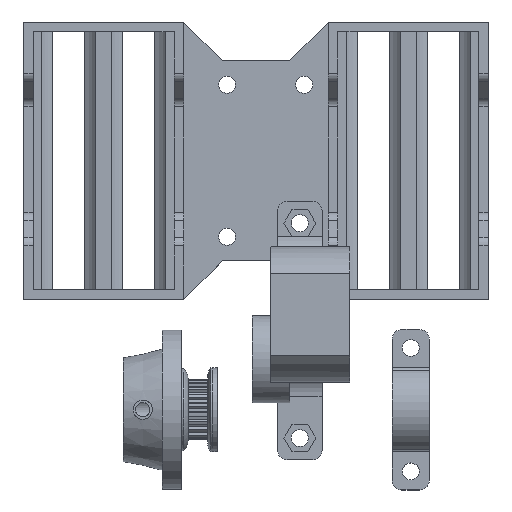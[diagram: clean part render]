
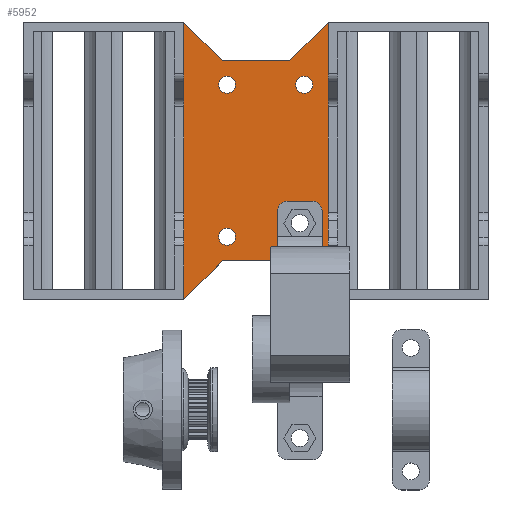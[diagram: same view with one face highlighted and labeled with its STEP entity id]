
A CAD part, top view. The second image highlights one B-rep face of the part: STEP entity #5952.
In plain terms, the highlighted planar face has unit normal (0, 0, 1).
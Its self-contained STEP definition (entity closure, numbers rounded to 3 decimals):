
#98=FACE_BOUND('',#902,.T.);
#99=FACE_BOUND('',#903,.T.);
#100=FACE_BOUND('',#904,.T.);
#101=FACE_BOUND('',#905,.T.);
#128=CIRCLE('',#6227,1.75);
#130=CIRCLE('',#6231,1.75);
#147=CIRCLE('',#6283,1.75);
#148=CIRCLE('',#6285,1.75);
#149=CIRCLE('',#6287,1.75);
#571=FACE_OUTER_BOUND('',#901,.T.);
#901=EDGE_LOOP('',(#4510,#4511,#4512,#4513,#4514,#4515,#4516,#4517));
#902=EDGE_LOOP('',(#4518,#4519,#4520,#4521));
#903=EDGE_LOOP('',(#4522));
#904=EDGE_LOOP('',(#4523));
#905=EDGE_LOOP('',(#4524));
#1140=LINE('',#8580,#1782);
#1145=LINE('',#8594,#1787);
#1156=LINE('',#8628,#1798);
#1160=LINE('',#8636,#1802);
#1168=LINE('',#8661,#1810);
#1173=LINE('',#8669,#1815);
#1174=LINE('',#8672,#1816);
#1182=LINE('',#8696,#1824);
#1186=LINE('',#8704,#1828);
#1191=LINE('',#8712,#1833);
#1782=VECTOR('',#6801,10.);
#1787=VECTOR('',#6814,10.);
#1798=VECTOR('',#6849,10.);
#1802=VECTOR('',#6855,10.);
#1810=VECTOR('',#6873,10.);
#1815=VECTOR('',#6880,10.);
#1816=VECTOR('',#6883,10.);
#1824=VECTOR('',#6901,10.);
#1828=VECTOR('',#6907,10.);
#1833=VECTOR('',#6914,10.);
#2424=VERTEX_POINT('',#8578);
#2425=VERTEX_POINT('',#8579);
#2428=VERTEX_POINT('',#8587);
#2430=VERTEX_POINT('',#8593);
#2440=VERTEX_POINT('',#8626);
#2441=VERTEX_POINT('',#8627);
#2444=VERTEX_POINT('',#8635);
#2455=VERTEX_POINT('',#8659);
#2456=VERTEX_POINT('',#8660);
#2459=VERTEX_POINT('',#8671);
#2470=VERTEX_POINT('',#8695);
#2473=VERTEX_POINT('',#8703);
#2515=VERTEX_POINT('',#8832);
#2516=VERTEX_POINT('',#8836);
#2517=VERTEX_POINT('',#8840);
#3004=EDGE_CURVE('',#2424,#2425,#1140,.T.);
#3008=EDGE_CURVE('',#2428,#2424,#128,.T.);
#3011=EDGE_CURVE('',#2430,#2428,#1145,.T.);
#3014=EDGE_CURVE('',#2425,#2430,#130,.T.);
#3028=EDGE_CURVE('',#2440,#2441,#1156,.T.);
#3032=EDGE_CURVE('',#2441,#2444,#1160,.T.);
#3044=EDGE_CURVE('',#2455,#2456,#1168,.T.);
#3049=EDGE_CURVE('',#2440,#2456,#1173,.T.);
#3050=EDGE_CURVE('',#2455,#2459,#1174,.T.);
#3062=EDGE_CURVE('',#2470,#2459,#1182,.T.);
#3066=EDGE_CURVE('',#2444,#2473,#1186,.T.);
#3071=EDGE_CURVE('',#2470,#2473,#1191,.T.);
#3129=EDGE_CURVE('',#2515,#2515,#147,.F.);
#3131=EDGE_CURVE('',#2516,#2516,#148,.F.);
#3133=EDGE_CURVE('',#2517,#2517,#149,.F.);
#4510=ORIENTED_EDGE('',*,*,#3049,.T.);
#4511=ORIENTED_EDGE('',*,*,#3044,.F.);
#4512=ORIENTED_EDGE('',*,*,#3050,.T.);
#4513=ORIENTED_EDGE('',*,*,#3062,.F.);
#4514=ORIENTED_EDGE('',*,*,#3071,.T.);
#4515=ORIENTED_EDGE('',*,*,#3066,.F.);
#4516=ORIENTED_EDGE('',*,*,#3032,.F.);
#4517=ORIENTED_EDGE('',*,*,#3028,.F.);
#4518=ORIENTED_EDGE('',*,*,#3004,.T.);
#4519=ORIENTED_EDGE('',*,*,#3014,.T.);
#4520=ORIENTED_EDGE('',*,*,#3011,.T.);
#4521=ORIENTED_EDGE('',*,*,#3008,.T.);
#4522=ORIENTED_EDGE('',*,*,#3129,.T.);
#4523=ORIENTED_EDGE('',*,*,#3131,.T.);
#4524=ORIENTED_EDGE('',*,*,#3133,.T.);
#5722=PLANE('',#6396);
#5952=ADVANCED_FACE('',(#571,#98,#99,#100,#101),#5722,.F.);
#6227=AXIS2_PLACEMENT_3D('',#8588,#6807,#6808);
#6231=AXIS2_PLACEMENT_3D('',#8599,#6819,#6820);
#6283=AXIS2_PLACEMENT_3D('',#8833,#7021,#7022);
#6285=AXIS2_PLACEMENT_3D('',#8837,#7026,#7027);
#6287=AXIS2_PLACEMENT_3D('',#8841,#7031,#7032);
#6396=AXIS2_PLACEMENT_3D('',#9223,#7402,#7403);
#6801=DIRECTION('',(0.,1.,0.));
#6807=DIRECTION('center_axis',(0.,0.,-1.));
#6808=DIRECTION('ref_axis',(1.,0.,0.));
#6814=DIRECTION('',(0.,-1.,0.));
#6819=DIRECTION('center_axis',(0.,0.,-1.));
#6820=DIRECTION('ref_axis',(-1.,0.,0.));
#6849=DIRECTION('',(-0.707,-0.707,0.));
#6855=DIRECTION('',(0.,1.,0.));
#6873=DIRECTION('',(-0.707,0.707,0.));
#6880=DIRECTION('',(1.,0.,0.));
#6883=DIRECTION('',(0.,1.,0.));
#6901=DIRECTION('',(0.707,0.707,0.));
#6907=DIRECTION('',(0.707,-0.707,0.));
#6914=DIRECTION('',(-1.,0.,0.));
#7021=DIRECTION('center_axis',(0.,0.,1.));
#7022=DIRECTION('ref_axis',(-1.,0.,0.));
#7026=DIRECTION('center_axis',(0.,0.,1.));
#7027=DIRECTION('ref_axis',(-1.,0.,0.));
#7031=DIRECTION('center_axis',(0.,0.,1.));
#7032=DIRECTION('ref_axis',(-1.,0.,0.));
#7402=DIRECTION('center_axis',(0.,0.,-1.));
#7403=DIRECTION('ref_axis',(-1.,0.,0.));
#8578=CARTESIAN_POINT('',(7.35,-13.752,0.));
#8579=CARTESIAN_POINT('',(7.35,-12.152,0.));
#8580=CARTESIAN_POINT('',(7.35,-6.264,0.));
#8587=CARTESIAN_POINT('',(10.85,-13.752,0.));
#8588=CARTESIAN_POINT('Origin',(9.1,-13.752,0.));
#8593=CARTESIAN_POINT('',(10.85,-12.152,0.));
#8594=CARTESIAN_POINT('',(10.85,-6.664,0.));
#8599=CARTESIAN_POINT('Origin',(9.1,-12.152,0.));
#8626=CARTESIAN_POINT('',(-7.,-20.775,0.));
#8627=CARTESIAN_POINT('',(-15.,-28.775,0.));
#8628=CARTESIAN_POINT('',(-2.15,-15.925,0.));
#8635=CARTESIAN_POINT('',(-15.,28.775,0.));
#8636=CARTESIAN_POINT('',(-15.,-14.938,0.));
#8659=CARTESIAN_POINT('',(15.,-28.775,0.));
#8660=CARTESIAN_POINT('',(7.,-20.775,0.));
#8661=CARTESIAN_POINT('',(2.15,-15.925,0.));
#8669=CARTESIAN_POINT('',(-7.5,-20.775,0.));
#8671=CARTESIAN_POINT('',(15.,28.775,0.));
#8672=CARTESIAN_POINT('',(15.,-14.938,0.));
#8695=CARTESIAN_POINT('',(7.,20.775,0.));
#8696=CARTESIAN_POINT('',(1.963,15.738,0.));
#8703=CARTESIAN_POINT('',(-7.,20.775,0.));
#8704=CARTESIAN_POINT('',(-1.963,15.738,0.));
#8712=CARTESIAN_POINT('',(7.5,20.775,0.));
#8832=CARTESIAN_POINT('',(-4.25,-15.775,0.));
#8833=CARTESIAN_POINT('Origin',(-6.,-15.775,0.));
#8836=CARTESIAN_POINT('',(11.75,15.775,0.));
#8837=CARTESIAN_POINT('Origin',(10.,15.775,0.));
#8840=CARTESIAN_POINT('',(-4.25,15.775,0.));
#8841=CARTESIAN_POINT('Origin',(-6.,15.775,0.));
#9223=CARTESIAN_POINT('Origin',(0.,-0.375,
0.));
